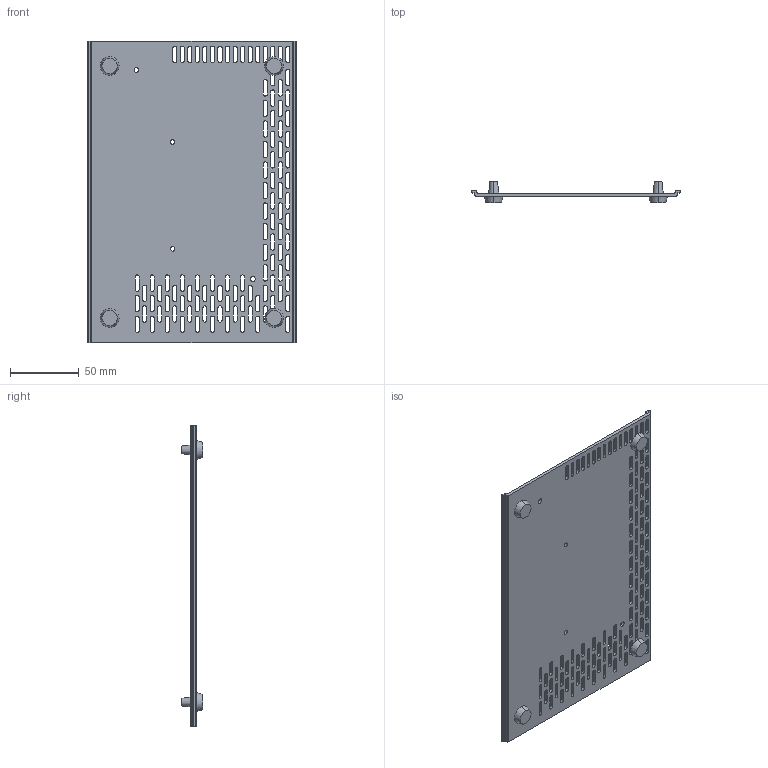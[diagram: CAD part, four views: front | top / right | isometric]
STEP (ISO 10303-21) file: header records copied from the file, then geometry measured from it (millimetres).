
FILE_DESCRIPTION(('FreeCAD Model'),'2;1');
FILE_NAME('Open CASCADE Shape Model','2022-01-24T05:03:12',('Author'),( ''),'Open CASCADE STEP processor 7.5','FreeCAD','Unknown');
FILE_SCHEMA(('AUTOMOTIVE_DESIGN { 1 0 10303 214 1 1 1 1 }'));
Length unit declared in the file: millimetre
Products named in the file (6): BottomPlate_w_feet_PSU_holes_vents; Bottom_Cap_w_back_vent_slots001; POF-50185_push-on_feet-FL; POF-50185_push-on_feet-FR; POF-50185_push-on_feet-RR; POF-50185_push-on_feet-RL
Assembly tree (5 placements, depth 2):
  BottomPlate_w_feet_PSU_holes_vents
    Bottom_Cap_w_back_vent_slots001
    POF-50185_push-on_feet-FL
    POF-50185_push-on_feet-FR
    POF-50185_push-on_feet-RR
    POF-50185_push-on_feet-RL
Bounding box: 152.4 x 15.56 x 220 mm (x, y, z)
Volume: 70768.2 mm3; surface area: 72370.3 mm2
Topology: 5 solids, 5 shells, 510 faces, 1464 edges, 976 vertices
Faces by surface type: cylinder 248, plane 246, cone 16
Full cylindrical faces by diameter (mm): 3.2 x2, 3.5 x2, 6 x4
Entity records: 17457 total; most frequent: DIRECTION 3024, CARTESIAN_POINT 2956, ORIENTED_EDGE 2928, EDGE_CURVE 1464, AXIS2_PLACEMENT_3D 1044, VERTEX_POINT 976, LINE 936, VECTOR 936
